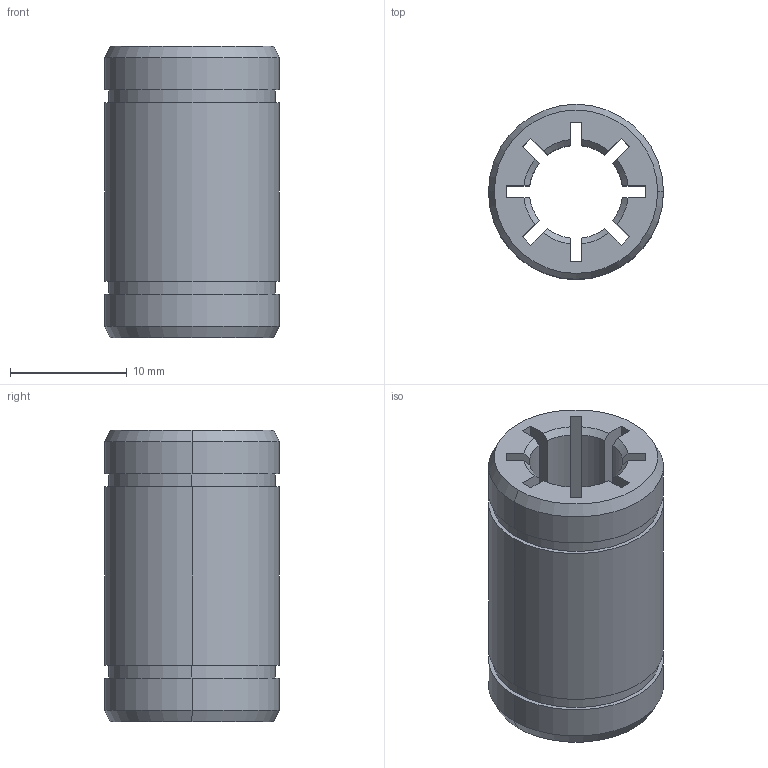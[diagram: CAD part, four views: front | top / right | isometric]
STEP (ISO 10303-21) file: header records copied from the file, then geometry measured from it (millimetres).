
FILE_DESCRIPTION (( 'STEP AP214' ), '1' );
FILE_NAME ('Igus_DryLin_RJ4JP_01-08_8mm.STEP', '2015-08-31T16:46:20', ( ' ' ), ( ' ' ), 'SwSTEP 2.0', 'SolidWorks 2012', '' );
FILE_SCHEMA (( 'AUTOMOTIVE_DESIGN' ));
Length unit declared in the file: millimetre
Products named in the file (1): Igus_DryLin_RJ4JP_01-08_8mm
Bounding box: 15 x 15 x 25 mm (x, y, z)
Volume: 2702.4 mm3; surface area: 2835.4 mm2
Topology: 1 solids, 1 shells, 68 faces, 182 edges, 120 vertices
Faces by surface type: plane 30, cone 20, cylinder 18
Entity records: 2948 total; most frequent: CARTESIAN_POINT 467, ORIENTED_EDGE 364, DIRECTION 344, EDGE_CURVE 182, AXIS2_PLACEMENT_3D 125, VERTEX_POINT 120, VECTOR 94, LINE 94
